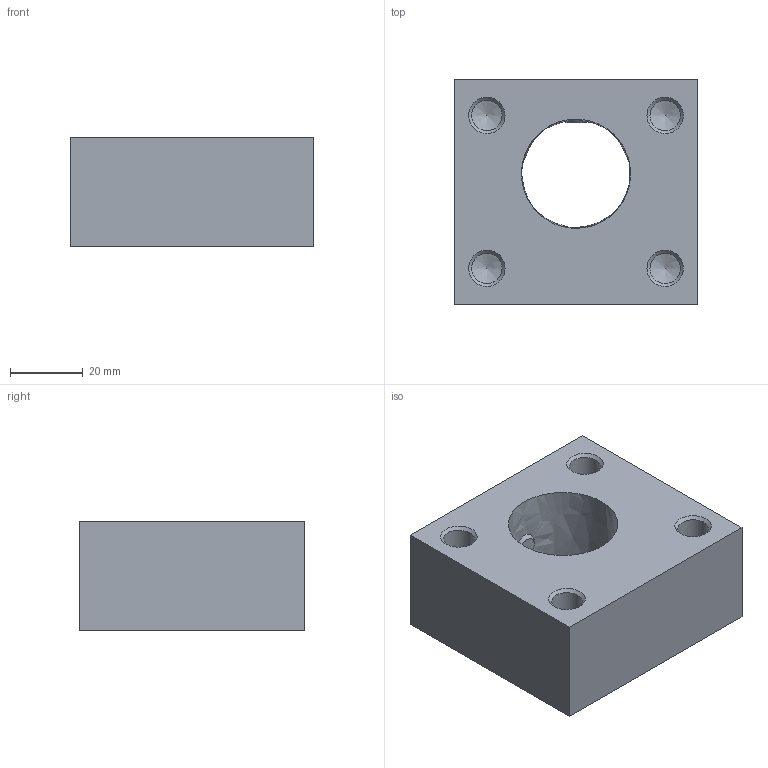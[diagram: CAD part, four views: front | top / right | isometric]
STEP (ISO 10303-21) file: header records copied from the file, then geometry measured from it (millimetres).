
FILE_DESCRIPTION ((), '1');
FILE_NAME ('FB59-530.stp', '2019-01-28T16:05:12', ('Unknown'), ('Unknown'), 'HarmonyWare STEP v2.0.5', 'Vectorworks', '');
FILE_SCHEMA (('CONFIG_CONTROL_DESIGN'));
Length unit declared in the file: millimetre
Products named in the file (1): NONE
Bounding box: 67 x 62 x 30 mm (x, y, z)
Volume: 97036.3 mm3; surface area: 20441.1 mm2
Topology: 1 solids, 1 shells, 39 faces, 127 edges, 97 vertices
Faces by surface type: bspline 39
Entity records: 1955 total; most frequent: CARTESIAN_POINT 1181, ORIENTED_EDGE 246, EDGE_CURVE 123, VERTEX_POINT 97, B_SPLINE_CURVE_WITH_KNOTS 53, EDGE_LOOP 52, FACE_OUTER_BOUND 39, ADVANCED_FACE 39
